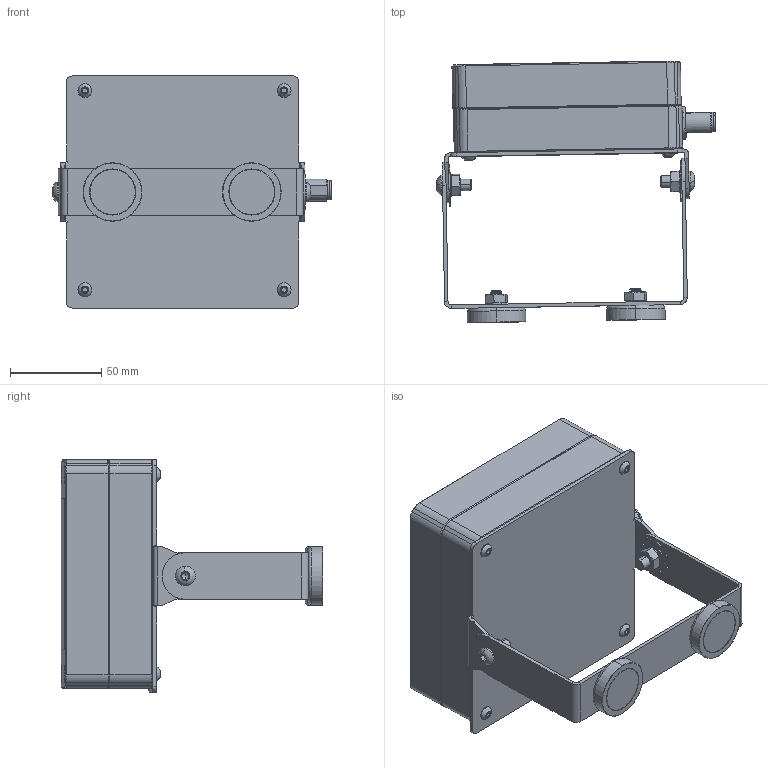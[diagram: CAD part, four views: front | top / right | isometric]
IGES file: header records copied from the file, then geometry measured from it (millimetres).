
Start section:  PTC IGES file: ilc33012040.igs
Global section: file name: ilc33012040.igs; native system: Creo Parametric by PTC Inc.; preprocessor: 2021164; author: BCoats; organization: Unknown; date: 20250123.075929; units: inch
Bounding box: 152.56 x 143.07 x 127 mm (x, y, z)
Surface area: 81307 mm2 (no closed solid volume)
Topology: 0 solids, 0 shells, 955 faces, 4844 edges, 4840 vertices
Faces by surface type: bspline 532, revolution 423
